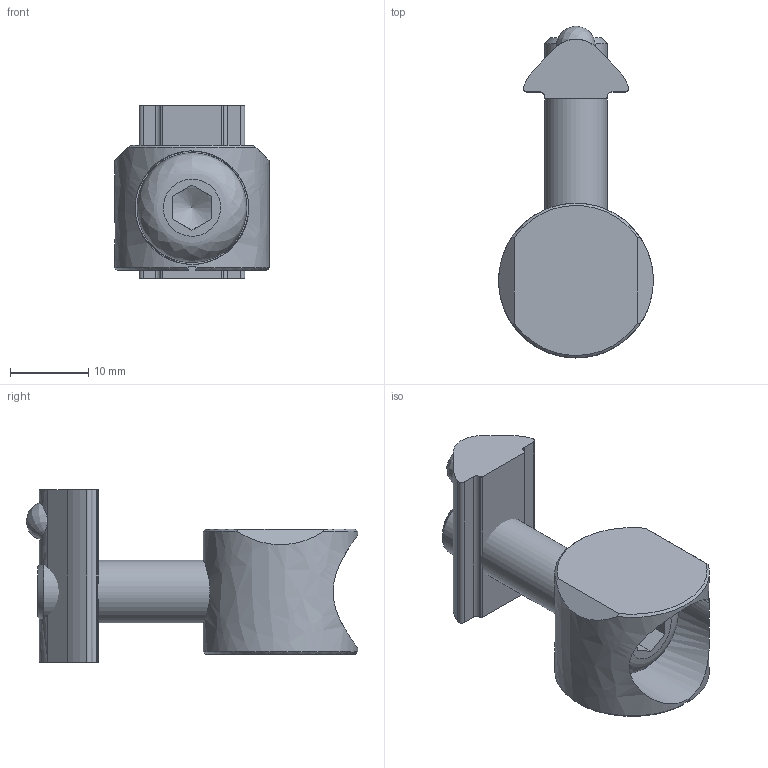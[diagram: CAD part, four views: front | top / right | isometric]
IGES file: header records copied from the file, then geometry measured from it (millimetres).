
Global section: file name: SV1801V_A; native system: Autodesk Inventor 2015; preprocessor: unknown; author: D. Wölk,; organization: 11; date: 20151130.120543; units: millimetre
Bounding box: 19.74 x 42.37 x 22 mm (x, y, z)
Volume: 5955.7 mm3; surface area: 4550.6 mm2
Topology: 5 solids, 5 shells, 58 faces, 155 edges, 107 vertices
Faces by surface type: bspline 58
